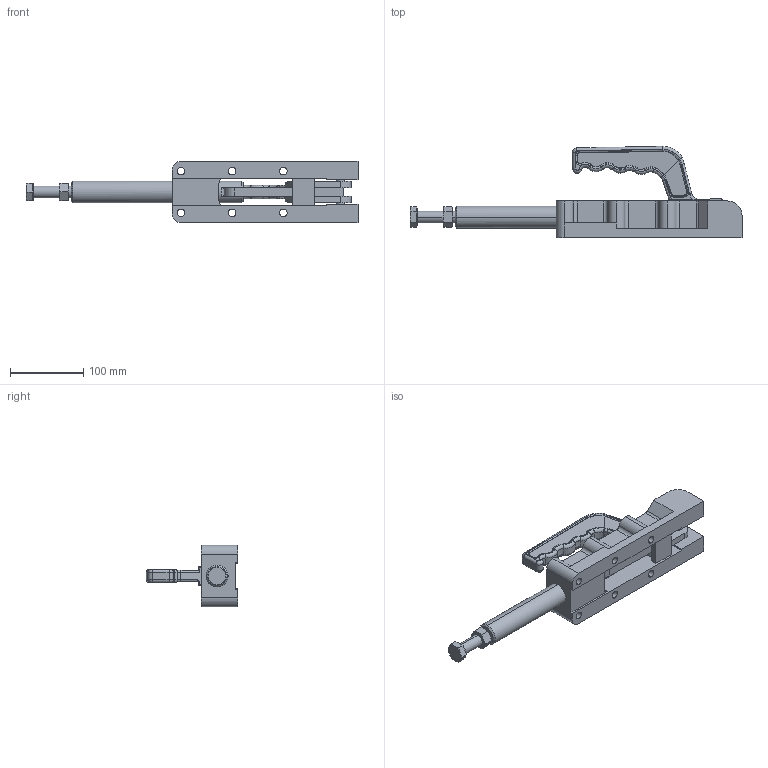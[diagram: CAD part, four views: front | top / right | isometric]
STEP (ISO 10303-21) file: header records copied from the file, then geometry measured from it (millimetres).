
FILE_DESCRIPTION (( 'STEP AP214' ), '1' );
FILE_NAME ('GH-35000(Â²¤Æ).STEP', '2020-06-17T01:37:25', ( 'LinWei' ), ( '' ), 'SwSTEP 2.0', 'SolidWorks 2016', '' );
FILE_SCHEMA (( 'AUTOMOTIVE_DESIGN' ));
Length unit declared in the file: millimetre
Products named in the file (6): Group1^GH-35000(簡化); GH-35000(簡化); 43500005-1^GH-35000(簡化); Group5^GH-35000(簡化); Group4^GH-35000(簡化); Group3^GH-35000(簡化)
Assembly tree (5 placements, depth 2):
  GH-35000(簡化)
    Group1^GH-35000(簡化)
    Group3^GH-35000(簡化)
    Group4^GH-35000(簡化)
    Group5^GH-35000(簡化)
    43500005-1^GH-35000(簡化)
Bounding box: 453.67 x 124.6 x 84 mm (x, y, z)
Volume: 878243.4 mm3; surface area: 178575.8 mm2
Topology: 5 solids, 5 shells, 352 faces, 867 edges, 527 vertices
Faces by surface type: cylinder 117, plane 103, torus 91, cone 27, bspline 14
Entity records: 13696 total; most frequent: CARTESIAN_POINT 4018, DIRECTION 1919, ORIENTED_EDGE 1728, EDGE_CURVE 864, AXIS2_PLACEMENT_3D 788, VERTEX_POINT 527, CIRCLE 442, EDGE_LOOP 385
